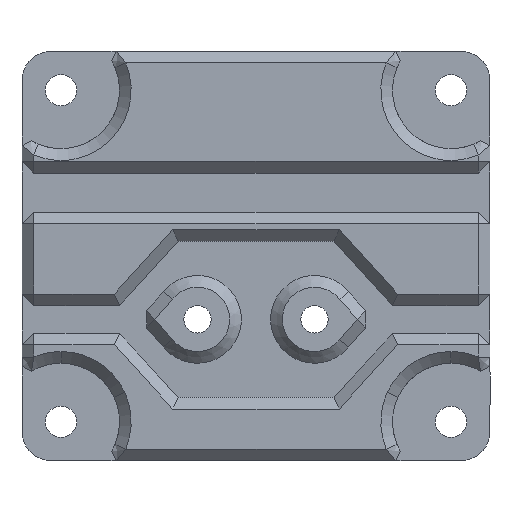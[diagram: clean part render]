
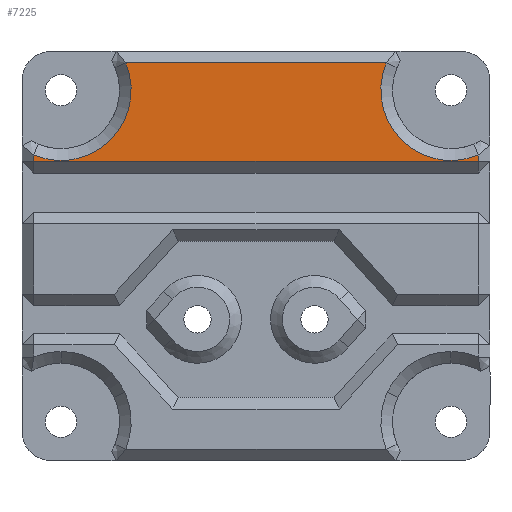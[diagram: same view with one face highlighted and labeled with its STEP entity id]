
A CAD part, left-side view. The second image highlights one B-rep face of the part: STEP entity #7225.
In plain terms, the highlighted planar face has unit normal (-1, 0, 0).
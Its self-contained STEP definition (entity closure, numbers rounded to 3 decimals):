
#1942 = PLANE('',#1943);
#1943 = AXIS2_PLACEMENT_3D('',#1944,#1945,#1946);
#1944 = CARTESIAN_POINT('',(-11.9,47.4,29.5));
#1945 = DIRECTION('',(0.707,-0.707,0.
    ));
#1946 = DIRECTION('',(0.,0.,1.));
#2629 = PLANE('',#2630);
#2630 = AXIS2_PLACEMENT_3D('',#2631,#2632,#2633);
#2631 = CARTESIAN_POINT('',(-11.9,0.6,29.5));
#2632 = DIRECTION('',(0.707,0.707,0.)
  );
#2633 = DIRECTION('',(0.,0.,-1.));
#3122 = PLANE('',#3123);
#3123 = AXIS2_PLACEMENT_3D('',#3124,#3125,#3126);
#3124 = CARTESIAN_POINT('',(-11.9,8.472,41.4));
#3125 = DIRECTION('',(0.707,0.,-0.707)
  );
#3126 = DIRECTION('',(0.,-1.,0.));
#4603 = VERTEX_POINT('',#4604);
#4604 = CARTESIAN_POINT('',(-12.5,46.8,31.367));
#4625 = EDGE_CURVE('',#4626,#4603,#4628,.T.);
#4626 = VERTEX_POINT('',#4627);
#4627 = CARTESIAN_POINT('',(-12.5,46.8,30.7));
#4628 = SURFACE_CURVE('',#4629,(#4633,#4640),.PCURVE_S1.);
#4629 = LINE('',#4630,#4631);
#4630 = CARTESIAN_POINT('',(-12.5,46.8,29.5));
#4631 = VECTOR('',#4632,1.);
#4632 = DIRECTION('',(0.,0.,1.));
#4633 = PCURVE('',#1942,#4634);
#4634 = DEFINITIONAL_REPRESENTATION('',(#4635),#4639);
#4635 = LINE('',#4636,#4637);
#4636 = CARTESIAN_POINT('',(0.,0.849));
#4637 = VECTOR('',#4638,1.);
#4638 = DIRECTION('',(1.,0.));
#4639 = ( GEOMETRIC_REPRESENTATION_CONTEXT(2) 
PARAMETRIC_REPRESENTATION_CONTEXT() REPRESENTATION_CONTEXT('2D SPACE',''
  ) );
#4640 = PCURVE('',#4641,#4646);
#4641 = PLANE('',#4642);
#4642 = AXIS2_PLACEMENT_3D('',#4643,#4644,#4645);
#4643 = CARTESIAN_POINT('',(-12.5,0.,0.));
#4644 = DIRECTION('',(1.,0.,0.));
#4645 = DIRECTION('',(0.,0.,1.));
#4646 = DEFINITIONAL_REPRESENTATION('',(#4647),#4651);
#4647 = LINE('',#4648,#4649);
#4648 = CARTESIAN_POINT('',(29.5,-46.8));
#4649 = VECTOR('',#4650,1.);
#4650 = DIRECTION('',(1.,0.));
#4651 = ( GEOMETRIC_REPRESENTATION_CONTEXT(2) 
PARAMETRIC_REPRESENTATION_CONTEXT() REPRESENTATION_CONTEXT('2D SPACE',''
  ) );
#5657 = VERTEX_POINT('',#5658);
#5658 = CARTESIAN_POINT('',(-12.5,1.2,31.367));
#5679 = EDGE_CURVE('',#5680,#5657,#5682,.T.);
#5680 = VERTEX_POINT('',#5681);
#5681 = CARTESIAN_POINT('',(-12.5,1.2,30.7));
#5682 = SURFACE_CURVE('',#5683,(#5687,#5694),.PCURVE_S1.);
#5683 = LINE('',#5684,#5685);
#5684 = CARTESIAN_POINT('',(-12.5,1.2,29.5));
#5685 = VECTOR('',#5686,1.);
#5686 = DIRECTION('',(0.,0.,1.));
#5687 = PCURVE('',#2629,#5688);
#5688 = DEFINITIONAL_REPRESENTATION('',(#5689),#5693);
#5689 = LINE('',#5690,#5691);
#5690 = CARTESIAN_POINT('',(-0.,0.849));
#5691 = VECTOR('',#5692,1.);
#5692 = DIRECTION('',(-1.,0.));
#5693 = ( GEOMETRIC_REPRESENTATION_CONTEXT(2) 
PARAMETRIC_REPRESENTATION_CONTEXT() REPRESENTATION_CONTEXT('2D SPACE',''
  ) );
#5694 = PCURVE('',#4641,#5695);
#5695 = DEFINITIONAL_REPRESENTATION('',(#5696),#5700);
#5696 = LINE('',#5697,#5698);
#5697 = CARTESIAN_POINT('',(29.5,-1.2));
#5698 = VECTOR('',#5699,1.);
#5699 = DIRECTION('',(1.,0.));
#5700 = ( GEOMETRIC_REPRESENTATION_CONTEXT(2) 
PARAMETRIC_REPRESENTATION_CONTEXT() REPRESENTATION_CONTEXT('2D SPACE',''
  ) );
#6016 = VERTEX_POINT('',#6017);
#6017 = CARTESIAN_POINT('',(-12.5,37.367,40.8));
#6038 = EDGE_CURVE('',#6039,#6016,#6041,.T.);
#6039 = VERTEX_POINT('',#6040);
#6040 = CARTESIAN_POINT('',(-12.5,10.633,40.8));
#6041 = SURFACE_CURVE('',#6042,(#6046,#6053),.PCURVE_S1.);
#6042 = LINE('',#6043,#6044);
#6043 = CARTESIAN_POINT('',(-12.5,8.472,40.8));
#6044 = VECTOR('',#6045,1.);
#6045 = DIRECTION('',(0.,1.,0.));
#6046 = PCURVE('',#3122,#6047);
#6047 = DEFINITIONAL_REPRESENTATION('',(#6048),#6052);
#6048 = LINE('',#6049,#6050);
#6049 = CARTESIAN_POINT('',(-0.,0.849));
#6050 = VECTOR('',#6051,1.);
#6051 = DIRECTION('',(-1.,0.));
#6052 = ( GEOMETRIC_REPRESENTATION_CONTEXT(2) 
PARAMETRIC_REPRESENTATION_CONTEXT() REPRESENTATION_CONTEXT('2D SPACE',''
  ) );
#6053 = PCURVE('',#4641,#6054);
#6054 = DEFINITIONAL_REPRESENTATION('',(#6055),#6059);
#6055 = LINE('',#6056,#6057);
#6056 = CARTESIAN_POINT('',(40.8,-8.472));
#6057 = VECTOR('',#6058,1.);
#6058 = DIRECTION('',(0.,-1.));
#6059 = ( GEOMETRIC_REPRESENTATION_CONTEXT(2) 
PARAMETRIC_REPRESENTATION_CONTEXT() REPRESENTATION_CONTEXT('2D SPACE',''
  ) );
#6397 = CONICAL_SURFACE('',#6398,6.,0.785);
#6398 = AXIS2_PLACEMENT_3D('',#6399,#6400,#6401);
#6399 = CARTESIAN_POINT('',(-11.3,44.,38.));
#6400 = DIRECTION('',(-1.,0.,0.));
#6401 = DIRECTION('',(0.,0.667,-0.745));
#7213 = PLANE('',#7214);
#7214 = AXIS2_PLACEMENT_3D('',#7215,#7216,#7217);
#7215 = CARTESIAN_POINT('',(-11.9,0.,30.1));
#7216 = DIRECTION('',(-0.707,0.,-0.707));
#7217 = DIRECTION('',(0.,1.,0.));
#7225 = ADVANCED_FACE('',(#7226),#4641,.F.);
#7226 = FACE_BOUND('',#7227,.F.);
#7227 = EDGE_LOOP('',(#7228,#7229,#7255,#7256,#7287,#7288));
#7228 = ORIENTED_EDGE('',*,*,#4625,.T.);
#7229 = ORIENTED_EDGE('',*,*,#7230,.T.);
#7230 = EDGE_CURVE('',#4603,#6016,#7231,.T.);
#7231 = SURFACE_CURVE('',#7232,(#7237,#7248),.PCURVE_S1.);
#7232 = CIRCLE('',#7233,7.2);
#7233 = AXIS2_PLACEMENT_3D('',#7234,#7235,#7236);
#7234 = CARTESIAN_POINT('',(-12.5,44.,38.));
#7235 = DIRECTION('',(-1.,0.,-0.));
#7236 = DIRECTION('',(0.,0.667,-0.745));
#7237 = PCURVE('',#4641,#7238);
#7238 = DEFINITIONAL_REPRESENTATION('',(#7239),#7247);
#7239 = ( BOUNDED_CURVE() B_SPLINE_CURVE(2,(#7240,#7241,#7242,#7243,
#7244,#7245,#7246),.UNSPECIFIED.,.T.,.F.) B_SPLINE_CURVE_WITH_KNOTS((1,2
    ,2,2,2,1),(-2.094,0.,2.094,4.189,
6.283,8.378),.UNSPECIFIED.) CURVE() 
GEOMETRIC_REPRESENTATION_ITEM() RATIONAL_B_SPLINE_CURVE((1.,0.5,1.,0.5,
1.,0.5,1.)) REPRESENTATION_ITEM('') );
#7240 = CARTESIAN_POINT('',(32.633,-48.8));
#7241 = CARTESIAN_POINT('',(24.32,-39.505));
#7242 = CARTESIAN_POINT('',(36.526,-36.952));
#7243 = CARTESIAN_POINT('',(48.733,-34.4));
#7244 = CARTESIAN_POINT('',(44.84,-46.248));
#7245 = CARTESIAN_POINT('',(40.947,-58.095));
#7246 = CARTESIAN_POINT('',(32.633,-48.8));
#7247 = ( GEOMETRIC_REPRESENTATION_CONTEXT(2) 
PARAMETRIC_REPRESENTATION_CONTEXT() REPRESENTATION_CONTEXT('2D SPACE',''
  ) );
#7248 = PCURVE('',#6397,#7249);
#7249 = DEFINITIONAL_REPRESENTATION('',(#7250),#7254);
#7250 = LINE('',#7251,#7252);
#7251 = CARTESIAN_POINT('',(0.,1.2));
#7252 = VECTOR('',#7253,1.);
#7253 = DIRECTION('',(1.,0.));
#7254 = ( GEOMETRIC_REPRESENTATION_CONTEXT(2) 
PARAMETRIC_REPRESENTATION_CONTEXT() REPRESENTATION_CONTEXT('2D SPACE',''
  ) );
#7255 = ORIENTED_EDGE('',*,*,#6038,.F.);
#7256 = ORIENTED_EDGE('',*,*,#7257,.T.);
#7257 = EDGE_CURVE('',#6039,#5657,#7258,.T.);
#7258 = SURFACE_CURVE('',#7259,(#7264,#7275),.PCURVE_S1.);
#7259 = CIRCLE('',#7260,7.2);
#7260 = AXIS2_PLACEMENT_3D('',#7261,#7262,#7263);
#7261 = CARTESIAN_POINT('',(-12.5,4.,38.));
#7262 = DIRECTION('',(-1.,0.,0.));
#7263 = DIRECTION('',(0.,0.745,0.667));
#7264 = PCURVE('',#4641,#7265);
#7265 = DEFINITIONAL_REPRESENTATION('',(#7266),#7274);
#7266 = ( BOUNDED_CURVE() B_SPLINE_CURVE(2,(#7267,#7268,#7269,#7270,
#7271,#7272,#7273),.UNSPECIFIED.,.T.,.F.) B_SPLINE_CURVE_WITH_KNOTS((1,2
    ,2,2,2,1),(-2.094,0.,2.094,4.189,
6.283,8.378),.UNSPECIFIED.) CURVE() 
GEOMETRIC_REPRESENTATION_ITEM() RATIONAL_B_SPLINE_CURVE((1.,0.5,1.,0.5,
1.,0.5,1.)) REPRESENTATION_ITEM('') );
#7267 = CARTESIAN_POINT('',(42.8,-9.367));
#7268 = CARTESIAN_POINT('',(33.505,-17.68));
#7269 = CARTESIAN_POINT('',(30.952,-5.474));
#7270 = CARTESIAN_POINT('',(28.4,6.733));
#7271 = CARTESIAN_POINT('',(40.248,2.84));
#7272 = CARTESIAN_POINT('',(52.095,-1.053));
#7273 = CARTESIAN_POINT('',(42.8,-9.367));
#7274 = ( GEOMETRIC_REPRESENTATION_CONTEXT(2) 
PARAMETRIC_REPRESENTATION_CONTEXT() REPRESENTATION_CONTEXT('2D SPACE',''
  ) );
#7275 = PCURVE('',#7276,#7281);
#7276 = CONICAL_SURFACE('',#7277,6.,0.785);
#7277 = AXIS2_PLACEMENT_3D('',#7278,#7279,#7280);
#7278 = CARTESIAN_POINT('',(-11.3,4.,38.));
#7279 = DIRECTION('',(-1.,0.,0.));
#7280 = DIRECTION('',(0.,0.745,0.667));
#7281 = DEFINITIONAL_REPRESENTATION('',(#7282),#7286);
#7282 = LINE('',#7283,#7284);
#7283 = CARTESIAN_POINT('',(-0.,1.2));
#7284 = VECTOR('',#7285,1.);
#7285 = DIRECTION('',(1.,-0.));
#7286 = ( GEOMETRIC_REPRESENTATION_CONTEXT(2) 
PARAMETRIC_REPRESENTATION_CONTEXT() REPRESENTATION_CONTEXT('2D SPACE',''
  ) );
#7287 = ORIENTED_EDGE('',*,*,#5679,.F.);
#7288 = ORIENTED_EDGE('',*,*,#7289,.T.);
#7289 = EDGE_CURVE('',#5680,#4626,#7290,.T.);
#7290 = SURFACE_CURVE('',#7291,(#7295,#7302),.PCURVE_S1.);
#7291 = LINE('',#7292,#7293);
#7292 = CARTESIAN_POINT('',(-12.5,0.,30.7));
#7293 = VECTOR('',#7294,1.);
#7294 = DIRECTION('',(0.,1.,0.));
#7295 = PCURVE('',#4641,#7296);
#7296 = DEFINITIONAL_REPRESENTATION('',(#7297),#7301);
#7297 = LINE('',#7298,#7299);
#7298 = CARTESIAN_POINT('',(30.7,0.));
#7299 = VECTOR('',#7300,1.);
#7300 = DIRECTION('',(0.,-1.));
#7301 = ( GEOMETRIC_REPRESENTATION_CONTEXT(2) 
PARAMETRIC_REPRESENTATION_CONTEXT() REPRESENTATION_CONTEXT('2D SPACE',''
  ) );
#7302 = PCURVE('',#7213,#7303);
#7303 = DEFINITIONAL_REPRESENTATION('',(#7304),#7308);
#7304 = LINE('',#7305,#7306);
#7305 = CARTESIAN_POINT('',(0.,-0.849));
#7306 = VECTOR('',#7307,1.);
#7307 = DIRECTION('',(1.,0.));
#7308 = ( GEOMETRIC_REPRESENTATION_CONTEXT(2) 
PARAMETRIC_REPRESENTATION_CONTEXT() REPRESENTATION_CONTEXT('2D SPACE',''
  ) );
